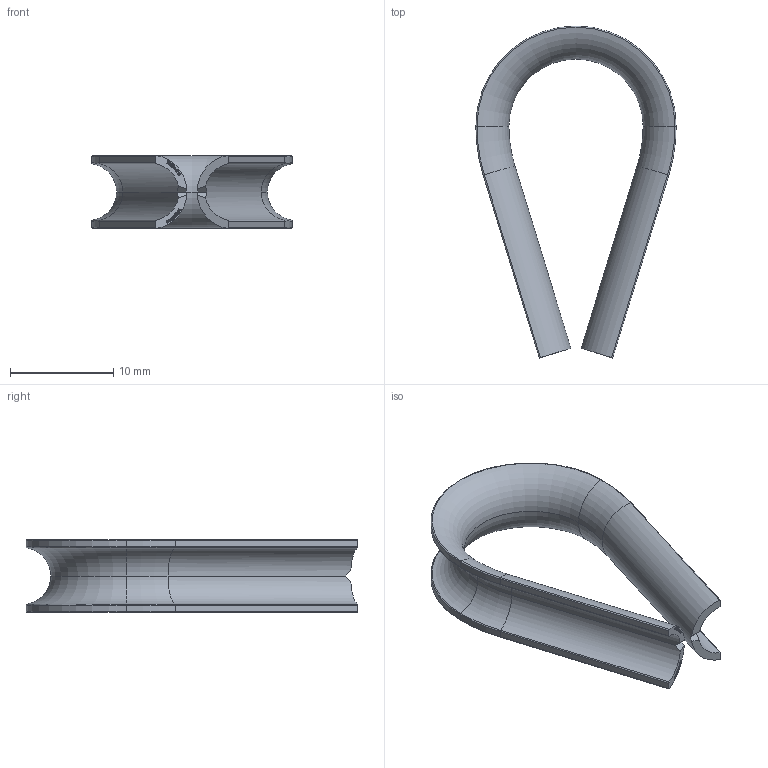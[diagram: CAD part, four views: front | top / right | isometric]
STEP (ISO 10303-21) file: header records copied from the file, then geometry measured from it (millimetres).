
FILE_DESCRIPTION (( 'STEP AP203' ), '1' );
FILE_NAME ('100052005.step', '2019-09-19T14:24:39', ( '' ), ( '' ), 'SwSTEP 2.0', 'SolidWorks 2015', '' );
FILE_SCHEMA (( 'CONFIG_CONTROL_DESIGN' ));
Length unit declared in the file: millimetre
Products named in the file (1): 100052005
Bounding box: 19.4 x 32.14 x 7.04 mm (x, y, z)
Volume: 516.6 mm3; surface area: 1419.9 mm2
Topology: 1 solids, 1 shells, 274 faces, 701 edges, 454 vertices
Faces by surface type: plane 115, bspline 115, torus 24, cylinder 20
Entity records: 15394 total; most frequent: CARTESIAN_POINT 9433, ORIENTED_EDGE 1402, DIRECTION 861, EDGE_CURVE 701, VERTEX_POINT 454, VECTOR 385, LINE 385, EDGE_LOOP 299
